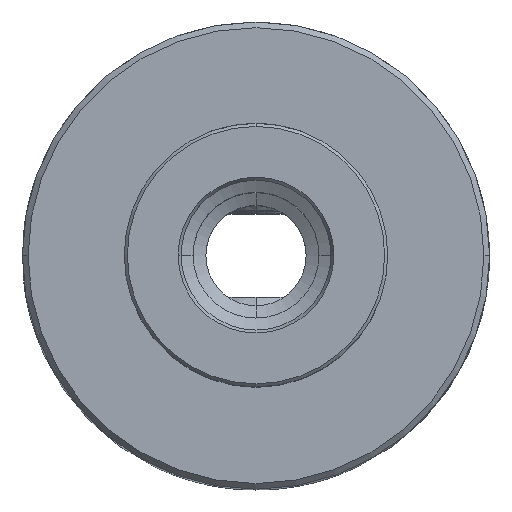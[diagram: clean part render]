
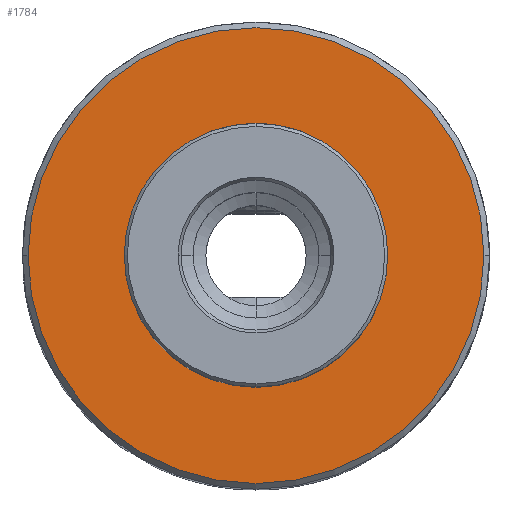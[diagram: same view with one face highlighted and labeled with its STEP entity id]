
A CAD part, top view. The second image highlights one B-rep face of the part: STEP entity #1784.
In plain terms, the highlighted planar face has unit normal (0, 0, 1).
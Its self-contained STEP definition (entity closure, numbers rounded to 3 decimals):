
#1784=ADVANCED_FACE('NONE',(#5111,#5112),#5113,.F.);
#2682=EDGE_CURVE('NONE',#3436,#2992,#6104,.T.);
#2776=VERTEX_POINT('NONE',#6205);
#2992=VERTEX_POINT('NONE',#6441);
#3262=EDGE_CURVE('NONE',#2776,#3434,#6759,.T.);
#3434=VERTEX_POINT('NONE',#6948);
#3436=VERTEX_POINT('NONE',#6950);
#4548=EDGE_CURVE('NONE',#3434,#2776,#8177,.T.);
#4572=EDGE_CURVE('NONE',#2992,#3436,#8203,.T.);
#5111=FACE_OUTER_BOUND('',#8911,.T.);
#5112=FACE_BOUND('',#8912,.T.);
#5113=PLANE('',#8913);
#6104=CIRCLE('',#11411,19.025);
#6205=CARTESIAN_POINT('',(10.9,0.,0.0));
#6441=CARTESIAN_POINT('',(19.025,0.,0.));
#6759=CIRCLE('',#13001,10.9);
#6948=CARTESIAN_POINT('',(-10.9,0.,0.0));
#6950=CARTESIAN_POINT('',(-19.025,0.,0.));
#8177=CIRCLE('',#17049,10.9);
#8203=CIRCLE('',#17104,19.025);
#8911=EDGE_LOOP('',(#18617,#18618));
#8912=EDGE_LOOP('',(#18619,#18620));
#8913=AXIS2_PLACEMENT_3D('',#18621,#18622,#18623);
#11411=AXIS2_PLACEMENT_3D('',#19618,#19619,#19620);
#13001=AXIS2_PLACEMENT_3D('',#20387,#20388,#20389);
#17049=AXIS2_PLACEMENT_3D('',#21762,#21763,#21764);
#17104=AXIS2_PLACEMENT_3D('',#21784,#21785,#21786);
#18617=ORIENTED_EDGE('',*,*,#2682,.F.);
#18618=ORIENTED_EDGE('',*,*,#4572,.F.);
#18619=ORIENTED_EDGE('',*,*,#3262,.T.);
#18620=ORIENTED_EDGE('',*,*,#4548,.T.);
#18621=CARTESIAN_POINT('',(0.0,0.0,0.0));
#18622=DIRECTION('',(0.0,0.0,-1.0));
#18623=DIRECTION('',(-1.0,0.0,0.0));
#19618=CARTESIAN_POINT('',(0.,0.0,0.));
#19619=DIRECTION('',(0.,0.0,-1.0));
#19620=DIRECTION('',(1.0,0.0,0.));
#20387=CARTESIAN_POINT('',(0.0,0.0,0.0));
#20388=DIRECTION('',(0.0,0.0,-1.0));
#20389=DIRECTION('',(0.0,1.0,0.0));
#21762=CARTESIAN_POINT('',(0.0,0.0,0.0));
#21763=DIRECTION('',(0.0,0.0,-1.0));
#21764=DIRECTION('',(0.0,1.0,0.0));
#21784=CARTESIAN_POINT('',(0.,0.0,0.));
#21785=DIRECTION('',(0.,0.0,-1.0));
#21786=DIRECTION('',(1.0,0.0,0.));
